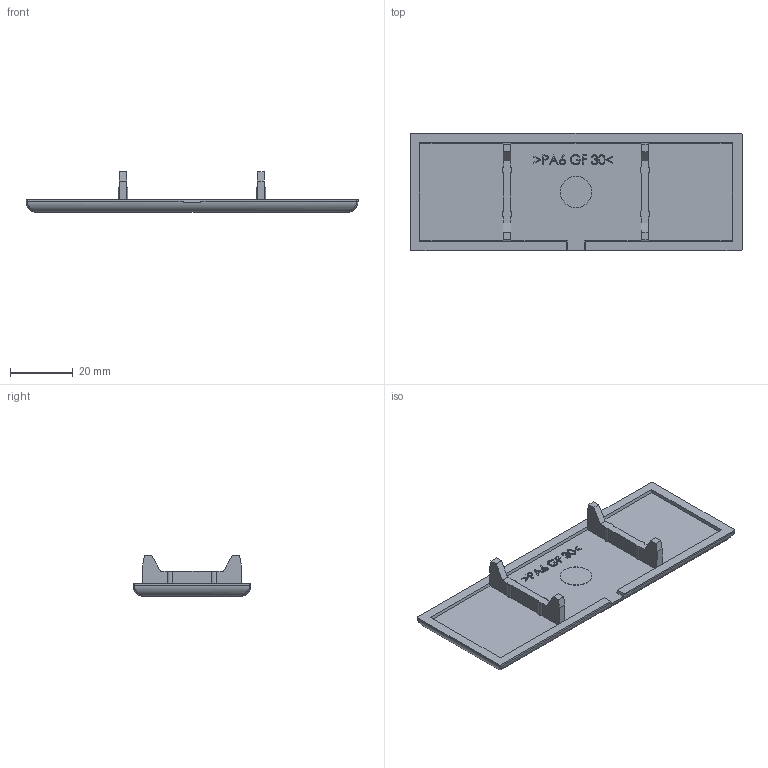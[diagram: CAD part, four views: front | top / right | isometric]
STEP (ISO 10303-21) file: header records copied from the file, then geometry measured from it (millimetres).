
FILE_DESCRIPTION (( 'STEP AP214' ), '1' );
FILE_NAME ('Transept Giltec-WAK88080.STEP', '2014-10-31T10:23:01', ( 'Windows User' ), ( '' ), 'SwSTEP 2.0', 'SolidWorks 2014', '' );
FILE_SCHEMA (( 'AUTOMOTIVE_DESIGN' ));
Length unit declared in the file: millimetre
Products named in the file (1): Transept Giltec-WAK88080
Bounding box: 106 x 37.6 x 13 mm (x, y, z)
Volume: 13009.9 mm3; surface area: 9820 mm2
Topology: 1 solids, 1 shells, 187 faces, 505 edges, 330 vertices
Faces by surface type: plane 114, bspline 55, cylinder 18
Entity records: 9088 total; most frequent: CARTESIAN_POINT 4769, ORIENTED_EDGE 1002, DIRECTION 675, EDGE_CURVE 501, LINE 345, VECTOR 345, VERTEX_POINT 330, EDGE_LOOP 201
